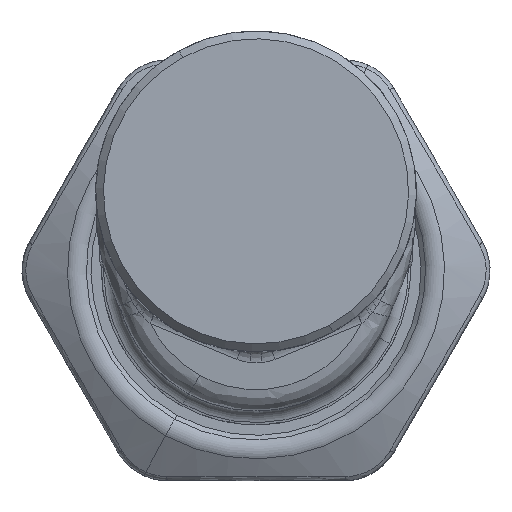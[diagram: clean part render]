
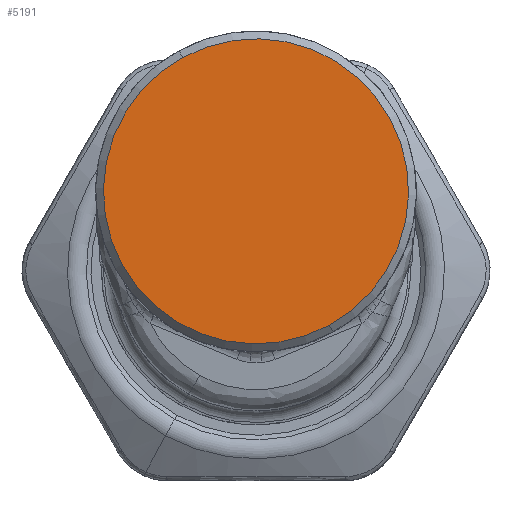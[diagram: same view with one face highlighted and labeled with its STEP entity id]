
A CAD part, top view. The second image highlights one B-rep face of the part: STEP entity #5191.
In plain terms, the highlighted planar face has unit normal (0, 0, 1).
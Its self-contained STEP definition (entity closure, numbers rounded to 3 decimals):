
#5168=CARTESIAN_POINT('Axis2P3D Location',(0.,27.25,55.)) ;
#5173=CARTESIAN_POINT('Axis2P3D Location',(0.,10.,55.)) ;
#5177=CARTESIAN_POINT('Vertex',(-9.349,27.113,55.)) ;
#5179=CARTESIAN_POINT('Vertex',(9.349,-7.113,55.)) ;
#5182=CARTESIAN_POINT('Axis2P3D Location',(0.,10.,55.)) ;
#5169=DIRECTION('Axis2P3D Direction',(0.,0.,1.)) ;
#5170=DIRECTION('Axis2P3D XDirection',(1.,0.,0.)) ;
#5174=DIRECTION('Axis2P3D Direction',(0.,0.,1.)) ;
#5183=DIRECTION('Axis2P3D Direction',(0.,0.,1.)) ;
#5171=AXIS2_PLACEMENT_3D('Plane Axis2P3D',#5168,#5169,#5170) ;
#5175=AXIS2_PLACEMENT_3D('Circle Axis2P3D',#5173,#5174,$) ;
#5184=AXIS2_PLACEMENT_3D('Circle Axis2P3D',#5182,#5183,$) ;
#5176=CIRCLE('generated circle',#5175,19.5) ;
#5185=CIRCLE('generated circle',#5184,19.5) ;
#5172=PLANE('',#5171) ;
#5181=EDGE_CURVE('',#5178,#5180,#5176,.T.) ;
#5186=EDGE_CURVE('',#5180,#5178,#5185,.T.) ;
#5188=ORIENTED_EDGE('',*,*,#5181,.T.) ;
#5189=ORIENTED_EDGE('',*,*,#5186,.T.) ;
#5187=EDGE_LOOP('',(#5188,#5189)) ;
#5178=VERTEX_POINT('',#5177) ;
#5180=VERTEX_POINT('',#5179) ;
#5191=ADVANCED_FACE('codolo\\0011269GR',(#5190),#5172,.T.) ;
#5190=FACE_OUTER_BOUND('',#5187,.T.) ;
